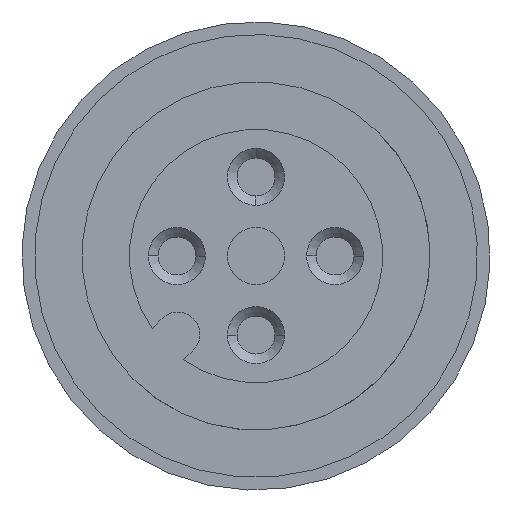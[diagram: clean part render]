
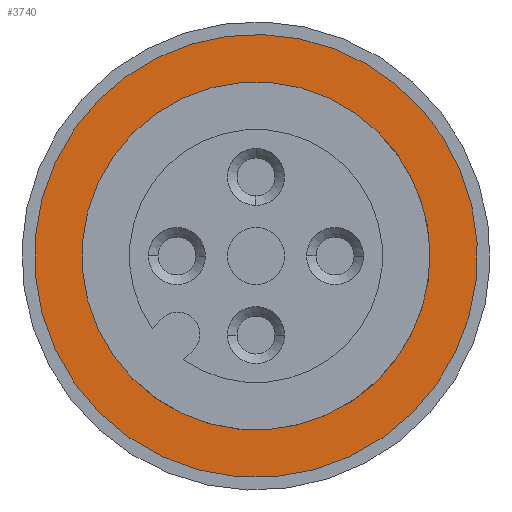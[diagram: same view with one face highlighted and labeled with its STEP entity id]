
A CAD part, left-side view. The second image highlights one B-rep face of the part: STEP entity #3740.
In plain terms, the highlighted face is planar.
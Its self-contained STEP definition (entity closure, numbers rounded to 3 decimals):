
#3090=CARTESIAN_POINT('',(4.95,-4.95,
-42.999));
#3100=VERTEX_POINT('',#3090);
#3130=CARTESIAN_POINT('',(0.,0.,
-42.999));
#3140=DIRECTION('',(0.,0.,-1.));
#3150=DIRECTION('',(0.707,-0.707,
0.));
#3160=AXIS2_PLACEMENT_3D('',#3130,#3140,#3150);
#3170=CIRCLE('',#3160,7.);
#3180=CARTESIAN_POINT('',(-2.708,-6.455,
-42.999));
#3190=VERTEX_POINT('',#3180);
#3200=EDGE_CURVE('',#3100,#3190,#3170,.T.);
#3220=CARTESIAN_POINT('',(-4.95,4.95,
-42.999));
#3230=VERTEX_POINT('',#3220);
#3240=EDGE_CURVE('',#3190,#3230,#3170,.T.);
#3440=CARTESIAN_POINT('',(0.,-6.25,
-42.999));
#3450=DIRECTION('',(0.,0.,-1.));
#3460=DIRECTION('',(0.,1.,0.));
#3470=AXIS2_PLACEMENT_3D('',#3440,#3450,#3460);
#3480=PLANE('',#3470);
#3490=CARTESIAN_POINT('',(0.,0.,
-42.999));
#3500=DIRECTION('',(0.,0.,-1.));
#3510=DIRECTION('',(-0.707,-0.707,
0.));
#3520=AXIS2_PLACEMENT_3D('',#3490,#3500,#3510);
#3530=CIRCLE('',#3520,5.5);
#3540=CARTESIAN_POINT('',(-0.16,-5.498,
-42.999));
#3550=VERTEX_POINT('',#3540);
#3560=CARTESIAN_POINT('',(-3.889,-3.889,
-42.999));
#3570=VERTEX_POINT('',#3560);
#3580=EDGE_CURVE('',#3550,#3570,#3530,.T.);
#3590=ORIENTED_EDGE('',*,*,#3580,.F.);
#3600=CARTESIAN_POINT('',(3.889,3.889,
-42.999));
#3610=VERTEX_POINT('',#3600);
#3620=EDGE_CURVE('',#3570,#3610,#3530,.T.);
#3630=ORIENTED_EDGE('',*,*,#3620,.F.);
#3640=EDGE_CURVE('',#3610,#3550,#3530,.T.);
#3650=ORIENTED_EDGE('',*,*,#3640,.F.);
#3660=EDGE_LOOP('',(#3650,#3630,#3590));
#3670=FACE_BOUND('',#3660,.T.);
#3680=EDGE_CURVE('',#3230,#3100,#3170,.T.);
#3690=ORIENTED_EDGE('',*,*,#3680,.T.);
#3700=ORIENTED_EDGE('',*,*,#3240,.T.);
#3710=ORIENTED_EDGE('',*,*,#3200,.T.);
#3720=EDGE_LOOP('',(#3710,#3700,#3690));
#3730=FACE_OUTER_BOUND('',#3720,.T.);
#3740=ADVANCED_FACE('',(#3670,#3730),#3480,.T.);
